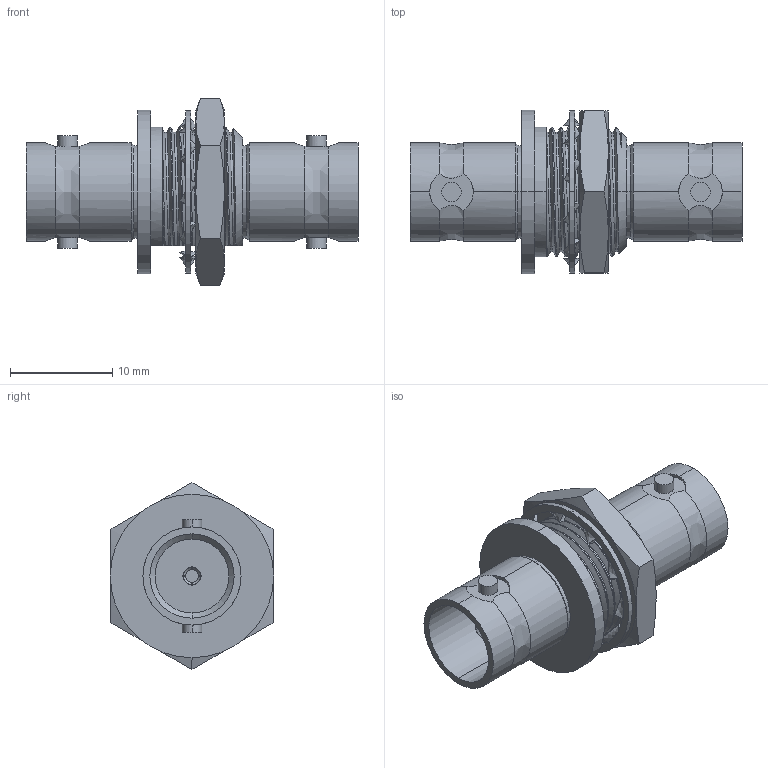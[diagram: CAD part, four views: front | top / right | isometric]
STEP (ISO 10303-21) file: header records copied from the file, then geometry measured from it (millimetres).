
FILE_DESCRIPTION (( 'STEP AP203' ), '1' );
FILE_NAME ('SM3424.step', '2018-09-12T18:00:19', ( '' ), ( '' ), 'SwSTEP 2.0', 'SolidWorks 2017', '' );
FILE_SCHEMA (( 'CONFIG_CONTROL_DESIGN' ));
Length unit declared in the file: inch
Products named in the file (1): SM3424
Bounding box: 32.51 x 16 x 18.33 mm (x, y, z)
Volume: 2151.8 mm3; surface area: 2936.3 mm2
Topology: 3 solids, 3 shells, 266 faces, 756 edges, 507 vertices
Faces by surface type: cylinder 84, bspline 75, plane 71, cone 36
Entity records: 22004 total; most frequent: CARTESIAN_POINT 15684, ORIENTED_EDGE 1512, DIRECTION 1049, EDGE_CURVE 756, VERTEX_POINT 507, AXIS2_PLACEMENT_3D 388, EDGE_LOOP 281, VECTOR 273
